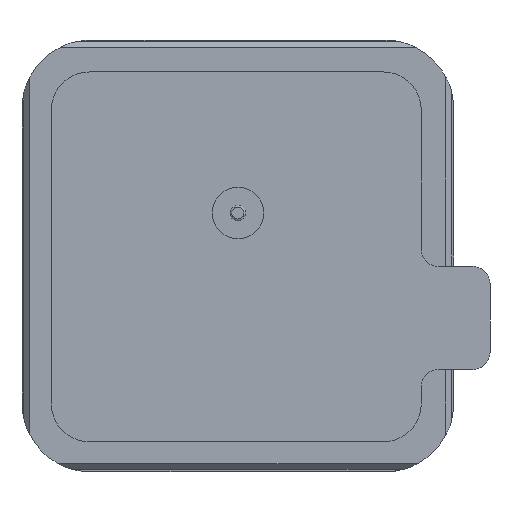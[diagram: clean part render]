
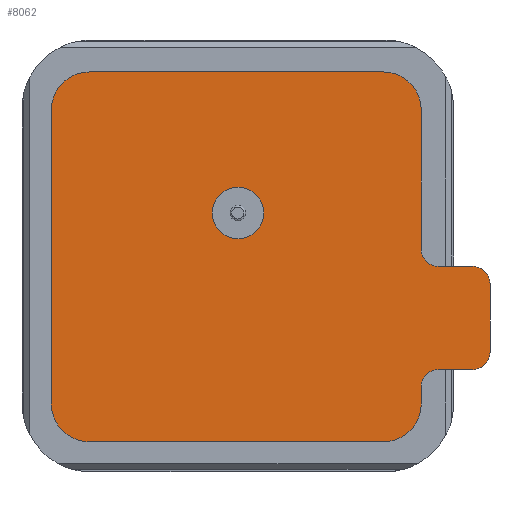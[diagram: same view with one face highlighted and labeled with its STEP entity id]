
A CAD part, front view. The second image highlights one B-rep face of the part: STEP entity #8062.
In plain terms, the highlighted planar face has unit normal (0, -1, 0).
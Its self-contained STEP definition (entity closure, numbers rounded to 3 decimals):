
#236 = DIRECTION ( 'NONE',  ( 0., 0., -1. ) ) ;
#323 = DIRECTION ( 'NONE',  ( 0., 0., -1. ) ) ;
#535 = LINE ( 'NONE', #10647, #14932 ) ;
#651 = AXIS2_PLACEMENT_3D ( 'NONE', #4130, #15726, #7488 ) ;
#693 = CARTESIAN_POINT ( 'NONE',  ( -10.843, -1.02, 8.498 ) ) ;
#797 = CARTESIAN_POINT ( 'NONE',  ( -8.643, -1.02, 8.498 ) ) ;
#1142 = CARTESIAN_POINT ( 'NONE',  ( 0.005, -1.02, 0.998 ) ) ;
#1154 = CARTESIAN_POINT ( 'NONE',  ( 13.657, -1.02, -0.602 ) ) ;
#1680 = VERTEX_POINT ( 'NONE', #3487 ) ;
#1686 = CIRCLE ( 'NONE', #17710, 1.5 ) ;
#1727 = CARTESIAN_POINT ( 'NONE',  ( 8.457, -1.02, 10.698 ) ) ;
#1987 = CARTESIAN_POINT ( 'NONE',  ( -10.843, -1.02, -8.602 ) ) ;
#2354 = LINE ( 'NONE', #20351, #18531 ) ;
#2449 = ORIENTED_EDGE ( 'NONE', *, *, #17192, .T. ) ;
#2510 = DIRECTION ( 'NONE',  ( 0., 0., 1. ) ) ;
#2514 = DIRECTION ( 'NONE',  ( 0., 0., -1. ) ) ;
#2656 = CARTESIAN_POINT ( 'NONE',  ( 13.657, -1.02, -6.602 ) ) ;
#2741 = DIRECTION ( 'NONE',  ( 0., 0., -1. ) ) ;
#3128 = CARTESIAN_POINT ( 'NONE',  ( 10.657, -1.02, 0.398 ) ) ;
#3210 = CARTESIAN_POINT ( 'NONE',  ( 14.657, -1.02, -1.602 ) ) ;
#3487 = CARTESIAN_POINT ( 'NONE',  ( 11.657, -1.02, -6.602 ) ) ;
#3506 = CARTESIAN_POINT ( 'NONE',  ( 11.657, -1.02, -0.602 ) ) ;
#3519 = CARTESIAN_POINT ( 'NONE',  ( 0.005, -1.02, 2.498 ) ) ;
#3653 = DIRECTION ( 'NONE',  ( 0., -1., 0. ) ) ;
#3706 = CARTESIAN_POINT ( 'NONE',  ( 10.657, -1.02, -7.602 ) ) ;
#3813 = CARTESIAN_POINT ( 'NONE',  ( 8.457, -1.02, -8.602 ) ) ;
#3838 = CIRCLE ( 'NONE', #7374, 2.2 ) ;
#3840 = LINE ( 'NONE', #1987, #21105 ) ;
#3859 = DIRECTION ( 'NONE',  ( 0., 0., 1. ) ) ;
#4071 = VERTEX_POINT ( 'NONE', #3128 ) ;
#4130 = CARTESIAN_POINT ( 'NONE',  ( 11.657, -1.02, -7.602 ) ) ;
#4140 = VECTOR ( 'NONE', #8578, 1000. ) ;
#4475 = CARTESIAN_POINT ( 'NONE',  ( 10.657, -1.02, 8.498 ) ) ;
#4542 = ORIENTED_EDGE ( 'NONE', *, *, #5736, .T. ) ;
#4543 = EDGE_CURVE ( 'NONE', #14248, #6035, #2354, .T. ) ;
#4629 = DIRECTION ( 'NONE',  ( 0., 0., -1. ) ) ;
#4754 = DIRECTION ( 'NONE',  ( 0., -1., 0. ) ) ;
#4833 = DIRECTION ( 'NONE',  ( 0., 0., -1. ) ) ;
#4880 = ORIENTED_EDGE ( 'NONE', *, *, #13427, .T. ) ;
#5169 = ORIENTED_EDGE ( 'NONE', *, *, #14982, .T. ) ;
#5202 = CARTESIAN_POINT ( 'NONE',  ( 13.657, -1.02, -5.602 ) ) ;
#5225 = CARTESIAN_POINT ( 'NONE',  ( 10.657, -1.02, -8.602 ) ) ;
#5363 = ORIENTED_EDGE ( 'NONE', *, *, #19537, .T. ) ;
#5509 = DIRECTION ( 'NONE',  ( 0., 0., -1. ) ) ;
#5571 = EDGE_CURVE ( 'NONE', #13811, #11591, #3840, .T. ) ;
#5613 = CARTESIAN_POINT ( 'NONE',  ( 8.457, -1.02, -10.802 ) ) ;
#5736 = EDGE_CURVE ( 'NONE', #6320, #14248, #11932, .T. ) ;
#5938 = CARTESIAN_POINT ( 'NONE',  ( -8.643, -1.02, -8.602 ) ) ;
#6035 = VERTEX_POINT ( 'NONE', #3506 ) ;
#6320 = VERTEX_POINT ( 'NONE', #3210 ) ;
#6878 = AXIS2_PLACEMENT_3D ( 'NONE', #7218, #12030, #13932 ) ;
#7148 = AXIS2_PLACEMENT_3D ( 'NONE', #5938, #4754, #4833 ) ;
#7218 = CARTESIAN_POINT ( 'NONE',  ( 11.657, -1.02, 0.398 ) ) ;
#7374 = AXIS2_PLACEMENT_3D ( 'NONE', #3813, #15485, #5509 ) ;
#7488 = DIRECTION ( 'NONE',  ( 0., 0., -1. ) ) ;
#7521 = VECTOR ( 'NONE', #20366, 1000. ) ;
#7641 = ORIENTED_EDGE ( 'NONE', *, *, #14513, .T. ) ;
#7752 = DIRECTION ( 'NONE',  ( 0., -1., 0. ) ) ;
#7807 = VERTEX_POINT ( 'NONE', #19068 ) ;
#7970 = EDGE_CURVE ( 'NONE', #11591, #7807, #16682, .T. ) ;
#8062 = ADVANCED_FACE ( 'NONE', ( #13831, #9640 ), #10064, .T. ) ;
#8340 = CARTESIAN_POINT ( 'NONE',  ( 8.457, -1.02, -10.802 ) ) ;
#8362 = ORIENTED_EDGE ( 'NONE', *, *, #20441, .T. ) ;
#8459 = DIRECTION ( 'NONE',  ( 0., -1., 0. ) ) ;
#8578 = DIRECTION ( 'NONE',  ( 1., 0., 0. ) ) ;
#8604 = CIRCLE ( 'NONE', #6878, 1. ) ;
#8762 = DIRECTION ( 'NONE',  ( 0., -1., 0. ) ) ;
#9310 = EDGE_LOOP ( 'NONE', ( #10584, #11020, #17485, #15729, #2449, #7641, #16244, #5169, #21722, #8362, #4542, #11398, #15156, #18948, #4880, #5363 ) ) ;
#9439 = DIRECTION ( 'NONE',  ( 0., -1., 0. ) ) ;
#9457 = CARTESIAN_POINT ( 'NONE',  ( -8.643, -1.02, 10.698 ) ) ;
#9587 = CARTESIAN_POINT ( 'NONE',  ( 8.457, -1.02, 8.498 ) ) ;
#9640 = FACE_BOUND ( 'NONE', #12292, .T. ) ;
#9806 = AXIS2_PLACEMENT_3D ( 'NONE', #9587, #9439, #4629 ) ;
#10064 = PLANE ( 'NONE',  #19205 ) ;
#10584 = ORIENTED_EDGE ( 'NONE', *, *, #15191, .T. ) ;
#10620 = CARTESIAN_POINT ( 'NONE',  ( -8.643, -1.02, 10.698 ) ) ;
#10647 = CARTESIAN_POINT ( 'NONE',  ( 14.657, -1.02, -1.602 ) ) ;
#10670 = CIRCLE ( 'NONE', #16212, 1. ) ;
#10752 = AXIS2_PLACEMENT_3D ( 'NONE', #15920, #12523, #2514 ) ;
#11020 = ORIENTED_EDGE ( 'NONE', *, *, #5571, .T. ) ;
#11398 = ORIENTED_EDGE ( 'NONE', *, *, #4543, .T. ) ;
#11591 = VERTEX_POINT ( 'NONE', #12330 ) ;
#11681 = CARTESIAN_POINT ( 'NONE',  ( -8.643, -1.02, 8.498 ) ) ;
#11932 = CIRCLE ( 'NONE', #10752, 1. ) ;
#11939 = DIRECTION ( 'NONE',  ( -1., 0., 0. ) ) ;
#11953 = EDGE_CURVE ( 'NONE', #14706, #1680, #13047, .T. ) ;
#12030 = DIRECTION ( 'NONE',  ( 0., 1., 0. ) ) ;
#12204 = VERTEX_POINT ( 'NONE', #12666 ) ;
#12292 = EDGE_LOOP ( 'NONE', ( #21174 ) ) ;
#12330 = CARTESIAN_POINT ( 'NONE',  ( -10.843, -1.02, -8.602 ) ) ;
#12523 = DIRECTION ( 'NONE',  ( 0., -1., 0. ) ) ;
#12666 = CARTESIAN_POINT ( 'NONE',  ( 10.657, -1.02, 8.498 ) ) ;
#12886 = VERTEX_POINT ( 'NONE', #17105 ) ;
#13047 = CIRCLE ( 'NONE', #651, 1. ) ;
#13427 = EDGE_CURVE ( 'NONE', #12204, #14438, #17536, .T. ) ;
#13679 = DIRECTION ( 'NONE',  ( 0., 0., -1. ) ) ;
#13771 = AXIS2_PLACEMENT_3D ( 'NONE', #797, #7752, #2741 ) ;
#13811 = VERTEX_POINT ( 'NONE', #693 ) ;
#13831 = FACE_OUTER_BOUND ( 'NONE', #9310, .T. ) ;
#13932 = DIRECTION ( 'NONE',  ( 0., 0., -1. ) ) ;
#14145 = VECTOR ( 'NONE', #15496, 1000. ) ;
#14248 = VERTEX_POINT ( 'NONE', #1154 ) ;
#14438 = VERTEX_POINT ( 'NONE', #1727 ) ;
#14513 = EDGE_CURVE ( 'NONE', #19377, #14706, #19632, .T. ) ;
#14597 = EDGE_CURVE ( 'NONE', #6035, #4071, #8604, .T. ) ;
#14706 = VERTEX_POINT ( 'NONE', #17644 ) ;
#14810 = CIRCLE ( 'NONE', #13771, 2.2 ) ;
#14932 = VECTOR ( 'NONE', #15886, 1000. ) ;
#14982 = EDGE_CURVE ( 'NONE', #1680, #19738, #15609, .T. ) ;
#15139 = CARTESIAN_POINT ( 'NONE',  ( 11.657, -1.02, -6.602 ) ) ;
#15156 = ORIENTED_EDGE ( 'NONE', *, *, #14597, .T. ) ;
#15191 = EDGE_CURVE ( 'NONE', #16846, #13811, #14810, .T. ) ;
#15334 = LINE ( 'NONE', #5613, #7521 ) ;
#15485 = DIRECTION ( 'NONE',  ( 0., -1., 0. ) ) ;
#15496 = DIRECTION ( 'NONE',  ( -1., 0., 0. ) ) ;
#15609 = LINE ( 'NONE', #15139, #4140 ) ;
#15627 = EDGE_CURVE ( 'NONE', #4071, #12204, #18441, .T. ) ;
#15668 = VECTOR ( 'NONE', #3859, 1000. ) ;
#15715 = LINE ( 'NONE', #10620, #14145 ) ;
#15726 = DIRECTION ( 'NONE',  ( 0., 1., 0. ) ) ;
#15729 = ORIENTED_EDGE ( 'NONE', *, *, #16721, .T. ) ;
#15861 = VERTEX_POINT ( 'NONE', #1142 ) ;
#15886 = DIRECTION ( 'NONE',  ( 0., 0., 1. ) ) ;
#15920 = CARTESIAN_POINT ( 'NONE',  ( 13.657, -1.02, -1.602 ) ) ;
#16212 = AXIS2_PLACEMENT_3D ( 'NONE', #5202, #8762, #323 ) ;
#16244 = ORIENTED_EDGE ( 'NONE', *, *, #11953, .T. ) ;
#16682 = CIRCLE ( 'NONE', #7148, 2.2 ) ;
#16721 = EDGE_CURVE ( 'NONE', #7807, #18401, #15334, .T. ) ;
#16842 = VECTOR ( 'NONE', #2510, 1000. ) ;
#16846 = VERTEX_POINT ( 'NONE', #9457 ) ;
#17105 = CARTESIAN_POINT ( 'NONE',  ( 14.657, -1.02, -5.602 ) ) ;
#17192 = EDGE_CURVE ( 'NONE', #18401, #19377, #3838, .T. ) ;
#17485 = ORIENTED_EDGE ( 'NONE', *, *, #7970, .T. ) ;
#17536 = CIRCLE ( 'NONE', #9806, 2.2 ) ;
#17644 = CARTESIAN_POINT ( 'NONE',  ( 10.657, -1.02, -7.602 ) ) ;
#17710 = AXIS2_PLACEMENT_3D ( 'NONE', #3519, #3653, #18768 ) ;
#18401 = VERTEX_POINT ( 'NONE', #8340 ) ;
#18441 = LINE ( 'NONE', #4475, #16842 ) ;
#18531 = VECTOR ( 'NONE', #11939, 1000. ) ;
#18768 = DIRECTION ( 'NONE',  ( 0., 0., -1. ) ) ;
#18948 = ORIENTED_EDGE ( 'NONE', *, *, #15627, .T. ) ;
#19068 = CARTESIAN_POINT ( 'NONE',  ( -8.643, -1.02, -10.802 ) ) ;
#19205 = AXIS2_PLACEMENT_3D ( 'NONE', #11681, #8459, #236 ) ;
#19377 = VERTEX_POINT ( 'NONE', #5225 ) ;
#19537 = EDGE_CURVE ( 'NONE', #14438, #16846, #15715, .T. ) ;
#19632 = LINE ( 'NONE', #3706, #15668 ) ;
#19738 = VERTEX_POINT ( 'NONE', #2656 ) ;
#19865 = EDGE_CURVE ( 'NONE', #15861, #15861, #1686, .T. ) ;
#20351 = CARTESIAN_POINT ( 'NONE',  ( 11.657, -1.02, -0.602 ) ) ;
#20366 = DIRECTION ( 'NONE',  ( 1., 0., 0. ) ) ;
#20441 = EDGE_CURVE ( 'NONE', #12886, #6320, #535, .T. ) ;
#21105 = VECTOR ( 'NONE', #13679, 1000. ) ;
#21174 = ORIENTED_EDGE ( 'NONE', *, *, #19865, .F. ) ;
#21541 = EDGE_CURVE ( 'NONE', #19738, #12886, #10670, .T. ) ;
#21722 = ORIENTED_EDGE ( 'NONE', *, *, #21541, .T. ) ;
